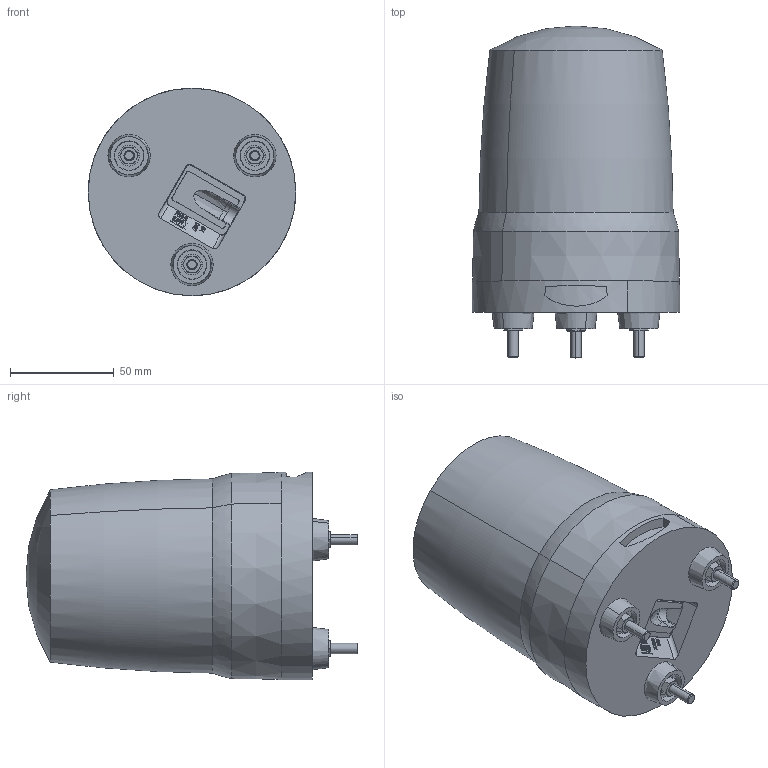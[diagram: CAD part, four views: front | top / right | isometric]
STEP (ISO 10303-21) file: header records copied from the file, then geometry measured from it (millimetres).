
FILE_DESCRIPTION (( 'STEP AP203' ), '1' );
FILE_NAME ('SKH-M1JB-Y.step', '2025-02-24T17:21:59', ( '' ), ( '' ), 'SwSTEP 2.0', 'SolidWorks 2024', '' );
FILE_SCHEMA (( 'CONFIG_CONTROL_DESIGN' ));
Length unit declared in the file: millimetre
Products named in the file (1): SKH-M1JB-Y
Bounding box: 100 x 160 x 100 mm (x, y, z)
Volume: 900362.9 mm3; surface area: 55433.2 mm2
Topology: 1 solids, 1 shells, 446 faces, 1160 edges, 757 vertices
Faces by surface type: plane 211, bspline 184, cylinder 22, cone 18, torus 10, sphere 1
Entity records: 18441 total; most frequent: CARTESIAN_POINT 9149, ORIENTED_EDGE 2316, DIRECTION 1217, EDGE_CURVE 1158, VERTEX_POINT 756, LINE 507, VECTOR 507, B_SPLINE_CURVE_WITH_KNOTS 489
